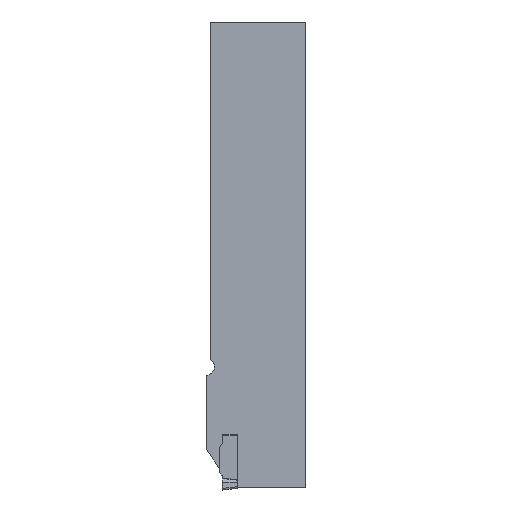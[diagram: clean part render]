
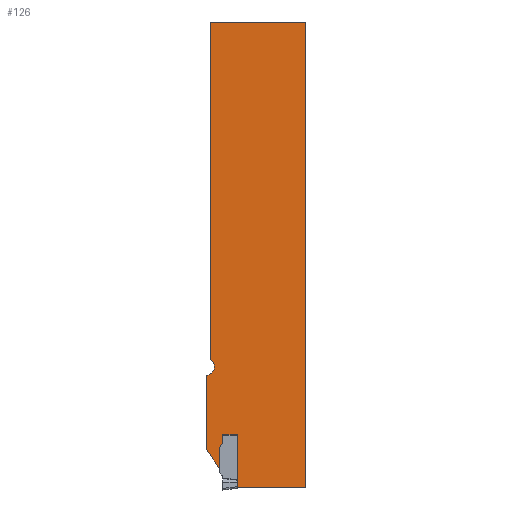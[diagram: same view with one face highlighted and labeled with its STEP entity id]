
A CAD part, left-side view. The second image highlights one B-rep face of the part: STEP entity #126.
In plain terms, the highlighted planar face has unit normal (-1, 0, 0).
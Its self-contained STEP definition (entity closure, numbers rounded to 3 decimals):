
#126=ADVANCED_FACE('',(#198),#169,.T.);
#169=PLANE('',#977);
#198=FACE_OUTER_BOUND('',#241,.T.);
#241=EDGE_LOOP('',(#316,#317,#318,#319,#320,#321,#322,#323,#324,#325,#326,
#327,#328));
#285=CIRCLE('',#975,4.5);
#286=CIRCLE('',#976,2.);
#316=ORIENTED_EDGE('',*,*,#628,.F.);
#317=ORIENTED_EDGE('',*,*,#629,.T.);
#318=ORIENTED_EDGE('',*,*,#630,.T.);
#319=ORIENTED_EDGE('',*,*,#631,.F.);
#320=ORIENTED_EDGE('',*,*,#632,.F.);
#321=ORIENTED_EDGE('',*,*,#633,.F.);
#322=ORIENTED_EDGE('',*,*,#634,.F.);
#323=ORIENTED_EDGE('',*,*,#635,.F.);
#324=ORIENTED_EDGE('',*,*,#636,.F.);
#325=ORIENTED_EDGE('',*,*,#637,.T.);
#326=ORIENTED_EDGE('',*,*,#638,.T.);
#327=ORIENTED_EDGE('',*,*,#639,.T.);
#328=ORIENTED_EDGE('',*,*,#640,.F.);
#550=VERTEX_POINT('',#1314);
#551=VERTEX_POINT('',#1315);
#552=VERTEX_POINT('',#1317);
#553=VERTEX_POINT('',#1319);
#554=VERTEX_POINT('',#1321);
#555=VERTEX_POINT('',#1323);
#556=VERTEX_POINT('',#1325);
#557=VERTEX_POINT('',#1327);
#558=VERTEX_POINT('',#1329);
#559=VERTEX_POINT('',#1331);
#560=VERTEX_POINT('',#1333);
#561=VERTEX_POINT('',#1335);
#562=VERTEX_POINT('',#1337);
#628=EDGE_CURVE('',#550,#551,#743,.T.);
#629=EDGE_CURVE('',#550,#552,#744,.T.);
#630=EDGE_CURVE('',#552,#553,#745,.T.);
#631=EDGE_CURVE('',#554,#553,#746,.T.);
#632=EDGE_CURVE('',#555,#554,#747,.T.);
#633=EDGE_CURVE('',#556,#555,#285,.T.);
#634=EDGE_CURVE('',#557,#556,#748,.T.);
#635=EDGE_CURVE('',#558,#557,#749,.T.);
#636=EDGE_CURVE('',#559,#558,#750,.T.);
#637=EDGE_CURVE('',#559,#560,#751,.T.);
#638=EDGE_CURVE('',#560,#561,#286,.T.);
#639=EDGE_CURVE('',#561,#562,#752,.T.);
#640=EDGE_CURVE('',#551,#562,#753,.T.);
#743=LINE('',#1313,#831);
#744=LINE('',#1316,#832);
#745=LINE('',#1318,#833);
#746=LINE('',#1320,#834);
#747=LINE('',#1322,#835);
#748=LINE('',#1326,#836);
#749=LINE('',#1328,#837);
#750=LINE('',#1330,#838);
#751=LINE('',#1332,#839);
#752=LINE('',#1336,#840);
#753=LINE('',#1338,#841);
#831=VECTOR('',#1066,1.);
#832=VECTOR('',#1067,1.);
#833=VECTOR('',#1068,1.);
#834=VECTOR('',#1069,1.);
#835=VECTOR('',#1070,1.);
#836=VECTOR('',#1073,1.);
#837=VECTOR('',#1074,1.);
#838=VECTOR('',#1075,1.);
#839=VECTOR('',#1076,1.);
#840=VECTOR('',#1079,1.);
#841=VECTOR('',#1080,1.);
#975=AXIS2_PLACEMENT_3D('',#1324,#1071,#1072);
#976=AXIS2_PLACEMENT_3D('',#1334,#1077,#1078);
#977=AXIS2_PLACEMENT_3D('',#1339,#1081,#1082);
#1066=DIRECTION('',(0.,0.,1.));
#1067=DIRECTION('',(0.,-1.,0.));
#1068=DIRECTION('',(0.,0.,1.));
#1069=DIRECTION('',(0.,-1.,0.));
#1070=DIRECTION('',(0.,0.,1.));
#1071=DIRECTION('',(-1.,0.,0.));
#1072=DIRECTION('',(0.,1.,0.));
#1073=DIRECTION('',(0.,0.,1.));
#1074=DIRECTION('',(0.,0.574,0.819));
#1075=DIRECTION('',(0.,0.,-1.));
#1076=DIRECTION('',(0.,-0.574,0.819));
#1077=DIRECTION('',(-1.,0.,0.));
#1078=DIRECTION('',(0.,-1.,0.));
#1079=DIRECTION('',(0.,0.,1.));
#1080=DIRECTION('',(0.,1.,0.));
#1081=DIRECTION('',(-1.,0.,0.));
#1082=DIRECTION('',(0.,-1.,0.));
#1313=CARTESIAN_POINT('',(0.,37.321,-274.505));
#1314=CARTESIAN_POINT('',(0.,37.321,-249.55));
#1315=CARTESIAN_POINT('',(0.,37.321,-221.163));
#1316=CARTESIAN_POINT('',(0.,51.83,-249.55));
#1317=CARTESIAN_POINT('',(0.,0.67,-249.55));
#1318=CARTESIAN_POINT('',(0.,0.67,-274.505));
#1319=CARTESIAN_POINT('',(0.,0.67,0.));
#1320=CARTESIAN_POINT('',(0.,51.83,0.));
#1321=CARTESIAN_POINT('',(0.,51.83,0.));
#1322=CARTESIAN_POINT('',(0.,51.83,-274.505));
#1323=CARTESIAN_POINT('',(0.,51.83,-180.754));
#1324=CARTESIAN_POINT('',(0.,53.9,-184.75));
#1325=CARTESIAN_POINT('',(0.,53.7,-189.246));
#1326=CARTESIAN_POINT('',(0.,53.7,-249.55));
#1327=CARTESIAN_POINT('',(0.,53.7,-229.182));
#1328=CARTESIAN_POINT('',(0.,31.79,-260.473));
#1329=CARTESIAN_POINT('',(0.,46.779,-239.066));
#1330=CARTESIAN_POINT('',(0.,46.779,-274.505));
#1331=CARTESIAN_POINT('',(0.,46.779,-228.064));
#1332=CARTESIAN_POINT('',(0.,70.261,-261.6));
#1333=CARTESIAN_POINT('',(0.,45.262,-225.897));
#1334=CARTESIAN_POINT('',(0.,46.9,-224.75));
#1335=CARTESIAN_POINT('',(0.,44.9,-224.75));
#1336=CARTESIAN_POINT('',(0.,44.9,-274.505));
#1337=CARTESIAN_POINT('',(0.,44.9,-221.163));
#1338=CARTESIAN_POINT('',(0.,29.9,-221.163));
#1339=CARTESIAN_POINT('',(0.,51.83,-274.505));
